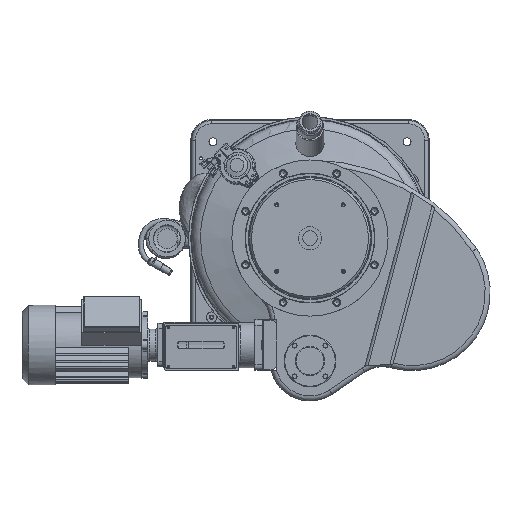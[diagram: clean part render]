
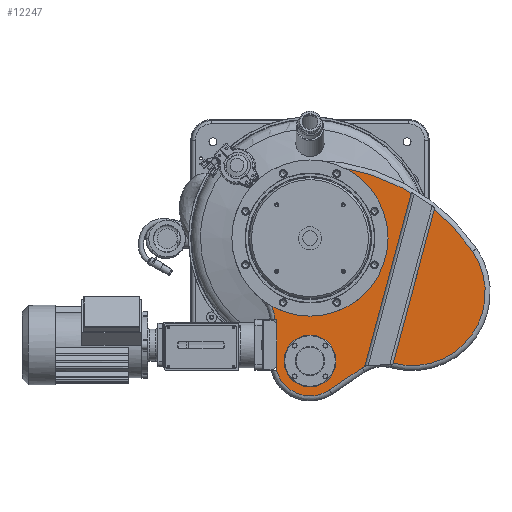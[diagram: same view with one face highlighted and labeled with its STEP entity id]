
A CAD part, top view. The second image highlights one B-rep face of the part: STEP entity #12247.
In plain terms, the highlighted face is planar.
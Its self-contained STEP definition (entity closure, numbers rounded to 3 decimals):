
#12247=ADVANCED_FACE('',(#33810,#33812,#33814),#33816,.F.);
#33810=FACE_BOUND('',#33811,.T.);
#33811=EDGE_LOOP('',(#40791,#40792,#40793,#40794,#40795,#40796,#40797,#40798,#40799,
#40800));
#33812=FACE_BOUND('',#33813,.T.);
#33813=EDGE_LOOP('',(#40801));
#33814=FACE_BOUND('',#33815,.T.);
#33815=EDGE_LOOP('',(#40802));
#33816=PLANE('',#33817);
#33817=AXIS2_PLACEMENT_3D('',#33818,#33819,#33820);
#33818=CARTESIAN_POINT('',(117.5,-76.,0.));
#33819=DIRECTION('',(0.,1.,0.));
#33820=DIRECTION('',(-1.,0.,0.));
#40791=ORIENTED_EDGE('',*,*,#45959,.F.);
#40792=ORIENTED_EDGE('',*,*,#45981,.F.);
#40793=ORIENTED_EDGE('',*,*,#45982,.F.);
#40794=ORIENTED_EDGE('',*,*,#45983,.F.);
#40795=ORIENTED_EDGE('',*,*,#45984,.F.);
#40796=ORIENTED_EDGE('',*,*,#45985,.F.);
#40797=ORIENTED_EDGE('',*,*,#45950,.F.);
#40798=ORIENTED_EDGE('',*,*,#45986,.F.);
#40799=ORIENTED_EDGE('',*,*,#45987,.F.);
#40800=ORIENTED_EDGE('',*,*,#45988,.F.);
#40801=ORIENTED_EDGE('',*,*,#45989,.F.);
#40802=ORIENTED_EDGE('',*,*,#45990,.F.);
#45950=EDGE_CURVE('',#55873,#55874,#55875,.T.);
#45959=EDGE_CURVE('',#55890,#55892,#55893,.T.);
#45981=EDGE_CURVE('',#55930,#55890,#55931,.T.);
#45982=EDGE_CURVE('',#55932,#55930,#55933,.T.);
#45983=EDGE_CURVE('',#55934,#55932,#55935,.T.);
#45984=EDGE_CURVE('',#55936,#55934,#55937,.T.);
#45985=EDGE_CURVE('',#55874,#55936,#55938,.T.);
#45986=EDGE_CURVE('',#55939,#55873,#55940,.T.);
#45987=EDGE_CURVE('',#55941,#55939,#55942,.F.);
#45988=EDGE_CURVE('',#55892,#55941,#55943,.T.);
#45989=EDGE_CURVE('',#55944,#55944,#55945,.F.);
#45990=EDGE_CURVE('',#55946,#55946,#55947,.F.);
#55873=VERTEX_POINT('',#86625);
#55874=VERTEX_POINT('',#86626);
#55875=CIRCLE('',#86627,55.);
#55890=VERTEX_POINT('',#86725);
#55892=VERTEX_POINT('',#86730);
#55893=CIRCLE('',#86731,52.5);
#55930=VERTEX_POINT('',#86837);
#55931=LINE('',#86838,#86839);
#55932=VERTEX_POINT('',#86841);
#55933=CIRCLE('',#86842,55.);
#55934=VERTEX_POINT('',#86846);
#55935=CIRCLE('',#86847,110.);
#55936=VERTEX_POINT('',#86851);
#55937=CIRCLE('',#86852,295.);
#55938=CIRCLE('',#86856,110.);
#55939=VERTEX_POINT('',#86860);
#55940=LINE('',#86861,#86862);
#55941=VERTEX_POINT('',#86864);
#55942=LINE('',#86865,#86866);
#55943=LINE('',#86868,#86869);
#55944=VERTEX_POINT('',#86871);
#55945=CIRCLE('',#86872,100.);
#55946=VERTEX_POINT('',#86876);
#55947=CIRCLE('',#86877,34.);
#86625=CARTESIAN_POINT('',(52.543,-76.,123.));
#86626=CARTESIAN_POINT('',(71.667,-76.,83.45));
#86627=AXIS2_PLACEMENT_3D('',#86628,#86629,#86630);
#86628=CARTESIAN_POINT('',(107.5,-76.,125.175));
#86629=DIRECTION('',(0.,-1.,0.));
#86630=DIRECTION('',(-0.999,0.,-0.04));
#86725=CARTESIAN_POINT('',(-29.358,-76.,228.524));
#86730=CARTESIAN_POINT('',(50.599,-76.,199.));
#86731=AXIS2_PLACEMENT_3D('',#86732,#86733,#86734);
#86732=CARTESIAN_POINT('',(0.,-76.,185.));
#86733=DIRECTION('',(0.,1.,0.));
#86734=DIRECTION('',(-0.559,0.,0.829));
#86837=CARTESIAN_POINT('',(-78.56,-76.,195.337));
#86838=CARTESIAN_POINT('',(-78.56,-76.,195.337));
#86839=VECTOR('',#86840,1.);
#86840=DIRECTION('',(0.829,0.,0.559));
#86841=CARTESIAN_POINT('',(-124.105,-76.,187.96));
#86842=AXIS2_PLACEMENT_3D('',#86843,#86844,#86845);
#86843=CARTESIAN_POINT('',(-109.315,-76.,240.934));
#86844=DIRECTION('',(0.,-1.,0.));
#86845=DIRECTION('',(-0.269,0.,-0.963));
#86846=CARTESIAN_POINT('',(-244.573,-76.,20.048));
#86847=AXIS2_PLACEMENT_3D('',#86848,#86849,#86850);
#86848=CARTESIAN_POINT('',(-153.686,-76.,82.012));
#86849=DIRECTION('',(0.,1.,0.));
#86850=DIRECTION('',(-0.826,0.,-0.563));
#86851=CARTESIAN_POINT('',(0.,-76.,-110.));
#86852=AXIS2_PLACEMENT_3D('',#86853,#86854,#86855);
#86853=CARTESIAN_POINT('',(0.,-76.,185.));
#86854=DIRECTION('',(0.,1.,0.));
#86855=DIRECTION('',(0.,0.,-1.));
#86856=AXIS2_PLACEMENT_3D('',#86857,#86858,#86859);
#86857=CARTESIAN_POINT('',(0.,-76.,0.));
#86858=DIRECTION('',(0.,1.,0.));
#86859=DIRECTION('',(0.652,0.,0.759));
#86860=CARTESIAN_POINT('',(50.,-76.,123.));
#86861=CARTESIAN_POINT('',(50.,-76.,123.));
#86862=VECTOR('',#86863,1.);
#86863=DIRECTION('',(1.,0.,0.));
#86864=CARTESIAN_POINT('',(50.,-76.,199.));
#86865=CARTESIAN_POINT('',(50.,-76.,123.));
#86866=VECTOR('',#86867,1.);
#86867=DIRECTION('',(0.,0.,1.));
#86868=CARTESIAN_POINT('',(50.599,-76.,199.));
#86869=VECTOR('',#86870,1.);
#86870=DIRECTION('',(-1.,0.,0.));
#86871=CARTESIAN_POINT('',(-100.,-76.,0.));
#86872=AXIS2_PLACEMENT_3D('',#86873,#86874,#86875);
#86873=CARTESIAN_POINT('',(0.,-76.,0.));
#86874=DIRECTION('',(0.,1.,0.));
#86875=DIRECTION('',(-1.,0.,0.));
#86876=CARTESIAN_POINT('',(-34.,-76.,185.));
#86877=AXIS2_PLACEMENT_3D('',#86878,#86879,#86880);
#86878=CARTESIAN_POINT('',(0.,-76.,185.));
#86879=DIRECTION('',(0.,1.,0.));
#86880=DIRECTION('',(-1.,0.,0.));
